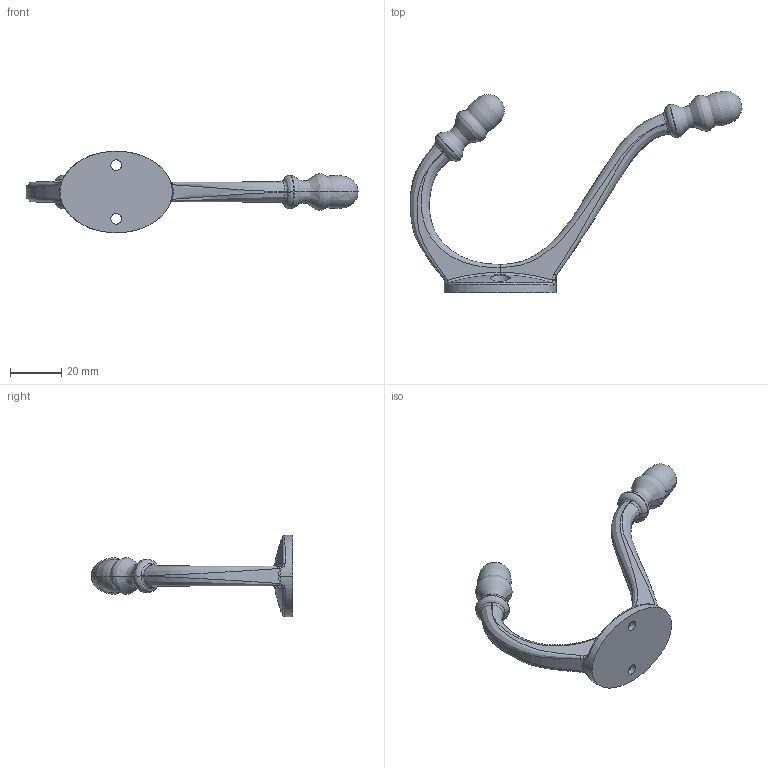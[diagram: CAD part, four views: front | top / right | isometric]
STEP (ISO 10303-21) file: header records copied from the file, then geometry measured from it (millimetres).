
FILE_DESCRIPTION(('Creo Elements/Direct Modeling STEP Export'),'2;1');
FILE_NAME('2269.stp','2022-05-31T11:20:08',(''),(''),'Creo Elements/Direct Modeling STEP processor for AP214 (Solid Model)','Creo Elements/Direct Modeling 20.0 12-Nov-2016 (C) Parametric Technology GmbH','');
FILE_SCHEMA(('AUTOMOTIVE_DESIGN { 1 0 10303 214 1 1 1 1 }'));
Products named in the file (1): ZN-11710
Bounding box: 130.19 x 78.99 x 32 mm (x, y, z)
Volume: 21257.8 mm3; surface area: 9087.2 mm2
Topology: 1 solids, 1 shells, 89 faces, 209 edges, 118 vertices
Faces by surface type: bspline 60, extrusion 10, cylinder 8, cone 4, revolution 4, plane 3
Entity records: 35969 total; most frequent: CARTESIAN_POINT 34511, ORIENTED_EDGE 410, EDGE_CURVE 205, B_SPLINE_CURVE_WITH_KNOTS 152, VERTEX_POINT 118, DIRECTION 101, EDGE_LOOP 93, FACE_OUTER_BOUND 89
